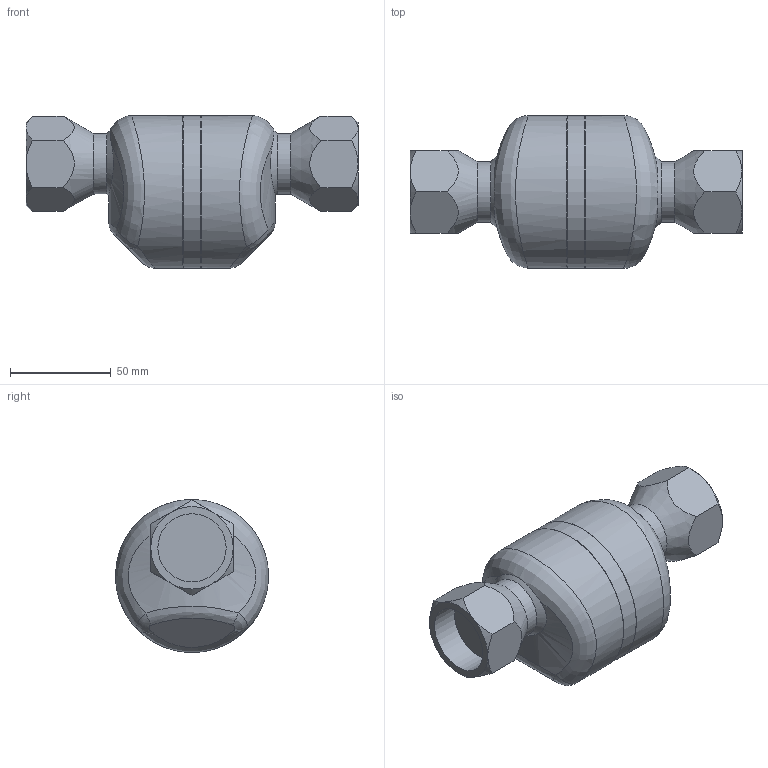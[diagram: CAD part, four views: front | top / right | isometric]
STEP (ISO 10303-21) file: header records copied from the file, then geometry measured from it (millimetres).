
FILE_DESCRIPTION((''),'2;1');
FILE_NAME('ss3n0-025-sw000-00.stp','2009-12-22T13:20:50',('nakaot'),(''),'Autodesk Inventor 2008','Autodesk Inventor 2008','');
FILE_SCHEMA(('AUTOMOTIVE_DESIGN { 1 0 10303 214 1 1 1 1 }'));
Length unit declared in the file: millimetre
Products named in the file (1): ss3n0-025-sw000-00
Bounding box: 165 x 76 x 76 mm (x, y, z)
Volume: 408482 mm3; surface area: 46253.4 mm2
Topology: 1 solids, 1 shells, 60 faces, 130 edges, 78 vertices
Faces by surface type: bspline 33, plane 12, cone 8, cylinder 7
Full cylindrical faces by diameter (mm): 30 x1, 33.9 x1, 60 x2, 76 x2
Entity records: 4216 total; most frequent: CARTESIAN_POINT 3187, ORIENTED_EDGE 226, DIRECTION 158, EDGE_CURVE 113, EDGE_LOOP 79, VERTEX_POINT 74, AXIS2_PLACEMENT_3D 73, FACE_OUTER_BOUND 60
